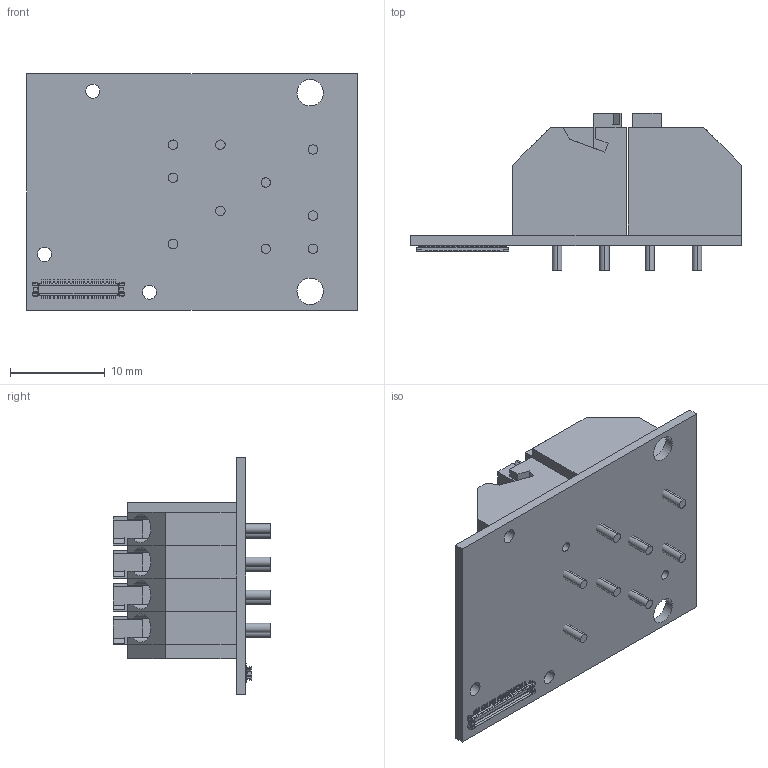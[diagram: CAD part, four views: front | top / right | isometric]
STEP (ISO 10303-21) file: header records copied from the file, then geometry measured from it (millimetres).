
FILE_DESCRIPTION((''),'2;1');
FILE_NAME('PWB-RAK5801_ASM','2020-10-10T',('admin'),(''),'PRO/ENGINEER BY PARAMETRIC TECHNOLOGY CORPORATION, 2010280','PRO/ENGINEER BY PARAMETRIC TECHNOLOGY CORPORATION, 2010280','');
FILE_SCHEMA(('CONFIG_CONTROL_DESIGN','SHAPE_APPEARANCE_LAYERS_GROUPS'));
Length unit declared in the file: millimetre
Products named in the file (4): PWB-RAK5801; AXE640124; GSL002B-3_5-04P; PWB-RAK5801_ASM
Assembly tree (4 placements, depth 2):
  PWB-RAK5801_ASM
    PWB-RAK5801
    AXE640124
    GSL002B-3_5-04P  x2
Bounding box: 35 x 16.65 x 25 mm (x, y, z)
Volume: 4362.2 mm3; surface area: 6720.1 mm2
Topology: 12 solids, 12 shells, 962 faces, 2728 edges, 1850 vertices
Faces by surface type: plane 828, cylinder 122, torus 4, bspline 4, cone 4
Entity records: 34659 total; most frequent: CARTESIAN_POINT 5581, ORIENTED_EDGE 4614, DIRECTION 4328, PRESENTATION_STYLE_ASSIGNMENT 2394, STYLED_ITEM 2394, CURVE_STYLE 2386, EDGE_CURVE 2307, VECTOR 2006
